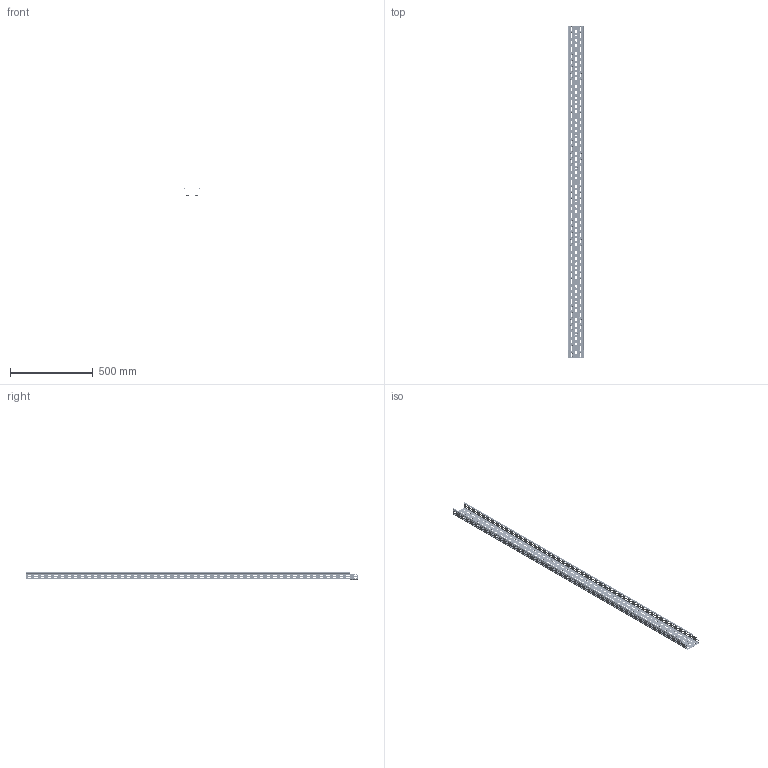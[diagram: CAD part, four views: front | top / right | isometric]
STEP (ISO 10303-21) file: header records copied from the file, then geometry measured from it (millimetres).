
FILE_DESCRIPTION(/* description */ (''),/* implementation_level */ '2;1');
FILE_NAME(/* name */ 'KGR100H42_2.stp',/* time_stamp */ '2020-03-25T07:56:48+01:00',/* author */ ('stanislaw.luczak'),/* organization */ (''),/* preprocessor_version */ 'ST-DEVELOPER v18',/* originating_system */ 'Autodesk Inventor 2020',/* authorisation */ '');
FILE_SCHEMA (('AUTOMOTIVE_DESIGN { 1 0 10303 214 3 1 1 }'));
Products named in the file (1): KGR100H42_2
Bounding box: 101.14 x 2000 x 43.18 mm (x, y, z)
Volume: 175793.2 mm3; surface area: 714960.5 mm2
Topology: 1 solids, 1 shells, 5686 faces, 14007 edges, 8595 vertices
Faces by surface type: plane 2468, cylinder 1918, torus 840, cone 420, bspline 40
Full cylindrical faces by diameter (mm): 11 x10
Entity records: 169874 total; most frequent: DIRECTION 30947, CARTESIAN_POINT 29913, ORIENTED_EDGE 28014, EDGE_CURVE 14007, AXIS2_PLACEMENT_3D 11325, VERTEX_POINT 8595, LINE 8297, VECTOR 8297
